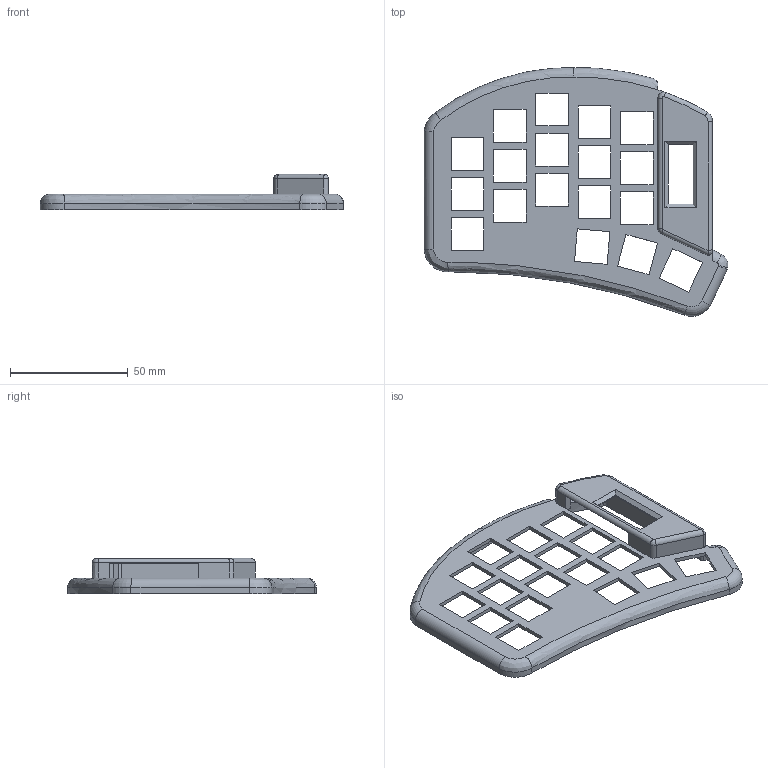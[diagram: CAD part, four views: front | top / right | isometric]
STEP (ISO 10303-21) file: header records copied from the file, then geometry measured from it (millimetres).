
FILE_DESCRIPTION(/* description */ (''),/* implementation_level */ '2;1');
FILE_NAME(/* name */ 'swweeep-body-covered-left.step',/* time_stamp */ '2022-10-25T14:07:39-07:00',/* author */ (''),/* organization */ (''),/* preprocessor_version */ 'ST-DEVELOPER v19.2',/* originating_system */ 'Autodesk Translation Framework v11.17.0.187',/* authorisation */ '');
FILE_SCHEMA (('AUTOMOTIVE_DESIGN { 1 0 10303 214 3 1 1 }'));
Length unit declared in the file: millimetre
Products named in the file (1): FusionComponent
Bounding box: 129.11 x 105.69 x 15 mm (x, y, z)
Volume: 23639.6 mm3; surface area: 21614.3 mm2
Topology: 1 solids, 1 shells, 168 faces, 457 edges, 295 vertices
Faces by surface type: plane 119, bspline 24, cylinder 23, torus 2
Full cylindrical faces by diameter (mm): 3.5 x6
Entity records: 6129 total; most frequent: CARTESIAN_POINT 1929, ORIENTED_EDGE 914, DIRECTION 732, EDGE_CURVE 457, LINE 354, VECTOR 354, VERTEX_POINT 295, EDGE_LOOP 216
